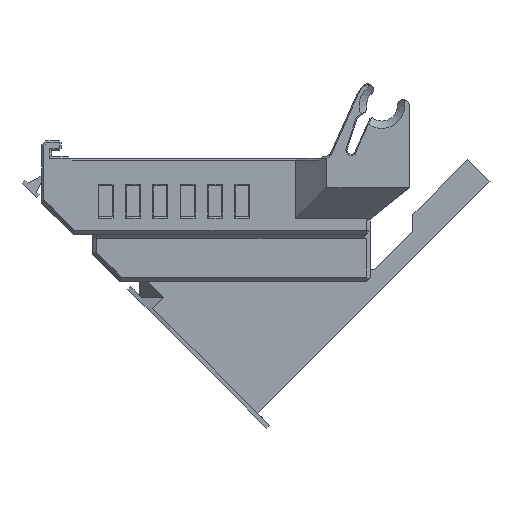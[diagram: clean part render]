
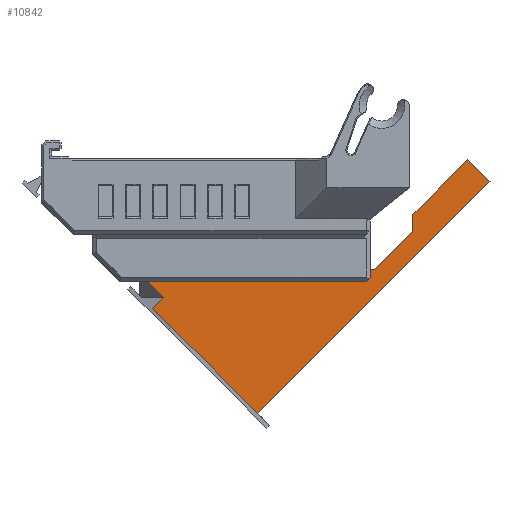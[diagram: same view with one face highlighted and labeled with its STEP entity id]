
A CAD part, left-side view. The second image highlights one B-rep face of the part: STEP entity #10842.
In plain terms, the highlighted planar face has unit normal (-1, 0, 0).
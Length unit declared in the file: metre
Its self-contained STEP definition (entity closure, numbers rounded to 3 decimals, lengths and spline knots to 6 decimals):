
#1049=ORIENTED_EDGE('',*,*,#4039,.T.);
#1050=ORIENTED_EDGE('',*,*,#4040,.T.);
#1051=ORIENTED_EDGE('',*,*,#4041,.T.);
#1052=ORIENTED_EDGE('',*,*,#4042,.T.);
#1053=ORIENTED_EDGE('',*,*,#4043,.T.);
#1054=ORIENTED_EDGE('',*,*,#4035,.T.);
#1055=ORIENTED_EDGE('',*,*,#4044,.T.);
#1056=ORIENTED_EDGE('',*,*,#4045,.T.);
#1057=ORIENTED_EDGE('',*,*,#4026,.F.);
#1058=ORIENTED_EDGE('',*,*,#4029,.T.);
#1059=ORIENTED_EDGE('',*,*,#4046,.T.);
#4026=EDGE_CURVE('',#5510,#5511,#6577,.T.);
#4029=EDGE_CURVE('',#5510,#5512,#6580,.T.);
#4035=EDGE_CURVE('',#5516,#5515,#6586,.T.);
#4039=EDGE_CURVE('',#5519,#5520,#6590,.T.);
#4040=EDGE_CURVE('',#5520,#5521,#6591,.T.);
#4041=EDGE_CURVE('',#5521,#5522,#6592,.T.);
#4042=EDGE_CURVE('',#5522,#5523,#6593,.T.);
#4043=EDGE_CURVE('',#5523,#5516,#6594,.T.);
#4044=EDGE_CURVE('',#5515,#5524,#6595,.T.);
#4045=EDGE_CURVE('',#5524,#5511,#6596,.T.);
#4046=EDGE_CURVE('',#5512,#5519,#6597,.T.);
#5510=VERTEX_POINT('',#16140);
#5511=VERTEX_POINT('',#16142);
#5512=VERTEX_POINT('',#16147);
#5515=VERTEX_POINT('',#16156);
#5516=VERTEX_POINT('',#16158);
#5519=VERTEX_POINT('',#16166);
#5520=VERTEX_POINT('',#16167);
#5521=VERTEX_POINT('',#16169);
#5522=VERTEX_POINT('',#16171);
#5523=VERTEX_POINT('',#16173);
#5524=VERTEX_POINT('',#16176);
#6577=LINE('',#16141,#7994);
#6580=LINE('',#16146,#7997);
#6586=LINE('',#16157,#8003);
#6590=LINE('',#16165,#8007);
#6591=LINE('',#16168,#8008);
#6592=LINE('',#16170,#8009);
#6593=LINE('',#16172,#8010);
#6594=LINE('',#16174,#8011);
#6595=LINE('',#16175,#8012);
#6596=LINE('',#16177,#8013);
#6597=LINE('',#16178,#8014);
#7994=VECTOR('',#12917,1.);
#7997=VECTOR('',#12922,1.);
#8003=VECTOR('',#12930,1.);
#8007=VECTOR('',#12936,1.);
#8008=VECTOR('',#12937,1.);
#8009=VECTOR('',#12938,1.);
#8010=VECTOR('',#12939,1.);
#8011=VECTOR('',#12940,1.);
#8012=VECTOR('',#12941,1.);
#8013=VECTOR('',#12942,1.);
#8014=VECTOR('',#12943,1.);
#8976=EDGE_LOOP('',(#1049,#1050,#1051,#1052,#1053,#1054,#1055,#1056,#1057,
#1058,#1059));
#9665=FACE_BOUND('',#8976,.T.);
#10321=PLANE('',#11488);
#10842=ADVANCED_FACE('',(#9665),#10321,.F.);
#11488=AXIS2_PLACEMENT_3D('',#16164,#12934,#12935);
#12917=DIRECTION('',(0.,0.707,0.707));
#12922=DIRECTION('',(0.,-0.707,0.707));
#12930=DIRECTION('',(0.,0.,-1.));
#12934=DIRECTION('',(1.,0.,0.));
#12935=DIRECTION('',(0.,1.,0.));
#12936=DIRECTION('',(0.,0.707,-0.707));
#12937=DIRECTION('',(0.,0.,-1.));
#12938=DIRECTION('',(0.,0.707,-0.707));
#12939=DIRECTION('',(0.,1.,0.));
#12940=DIRECTION('',(0.,1.,0.));
#12941=DIRECTION('',(0.,-0.707,-0.707));
#12942=DIRECTION('',(0.,0.707,-0.707));
#12943=DIRECTION('',(0.,0.707,0.707));
#16140=CARTESIAN_POINT('',(-0.01,-0.011765,-0.061851));
#16141=CARTESIAN_POINT('',(-0.01,0.003432,-0.046653));
#16142=CARTESIAN_POINT('',(-0.01,0.015117,-0.034969));
#16146=CARTESIAN_POINT('',(-0.01,-0.024221,-0.049395));
#16147=CARTESIAN_POINT('',(-0.01,-0.071162,-0.002454));
#16156=CARTESIAN_POINT('',(-0.01,0.0185,-0.025929));
#16157=CARTESIAN_POINT('',(-0.01,0.0185,-0.025));
#16158=CARTESIAN_POINT('',(-0.01,0.0185,-0.025));
#16164=CARTESIAN_POINT('',(-0.01,-0.003442,-0.039779));
#16165=CARTESIAN_POINT('',(-0.01,-0.065505,0.003203));
#16166=CARTESIAN_POINT('',(-0.01,-0.065505,0.003203));
#16167=CARTESIAN_POINT('',(-0.01,-0.051444,-0.010858));
#16168=CARTESIAN_POINT('',(-0.01,-0.051444,-0.013036));
#16169=CARTESIAN_POINT('',(-0.01,-0.051444,-0.015213));
#16170=CARTESIAN_POINT('',(-0.01,-0.046551,-0.020107));
#16171=CARTESIAN_POINT('',(-0.01,-0.041658,-0.025));
#16172=CARTESIAN_POINT('',(-0.01,-0.03948,-0.025));
#16173=CARTESIAN_POINT('',(-0.01,-0.037302,-0.025));
#16174=CARTESIAN_POINT('',(-0.01,0.0185,-0.025));
#16175=CARTESIAN_POINT('',(-0.01,0.012289,-0.03214));
#16176=CARTESIAN_POINT('',(-0.01,0.012289,-0.03214));
#16177=CARTESIAN_POINT('',(-0.01,0.008243,-0.028094));
#16178=CARTESIAN_POINT('',(-0.01,-0.055965,0.012744));
